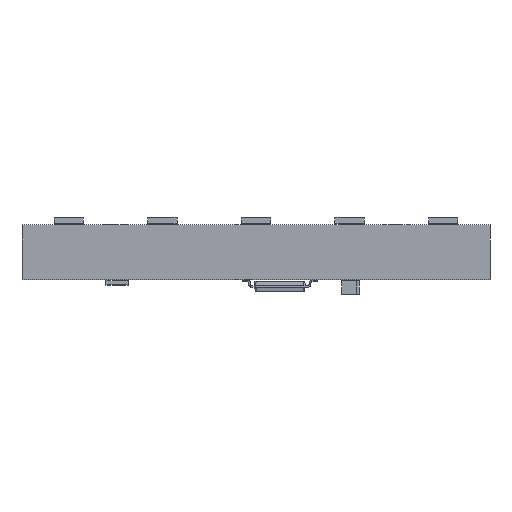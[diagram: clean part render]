
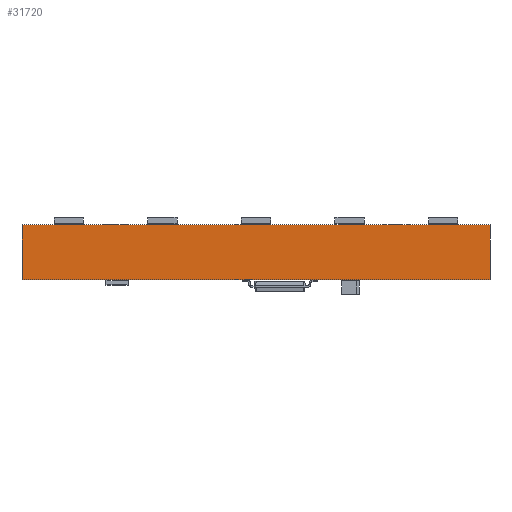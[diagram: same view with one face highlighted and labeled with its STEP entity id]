
A CAD part, front view. The second image highlights one B-rep face of the part: STEP entity #31720.
In plain terms, the highlighted planar face has unit normal (0, -1, 0).
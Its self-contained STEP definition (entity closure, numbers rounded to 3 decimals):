
#31539 = PLANE('',#31540);
#31540 = AXIS2_PLACEMENT_3D('',#31541,#31542,#31543);
#31541 = CARTESIAN_POINT('',(40.,-0.,0.));
#31542 = DIRECTION('',(1.,0.,-0.));
#31543 = DIRECTION('',(0.,-1.,0.));
#31564 = VERTEX_POINT('',#31565);
#31565 = CARTESIAN_POINT('',(40.,-40.,4.69));
#31579 = PLANE('',#31580);
#31580 = AXIS2_PLACEMENT_3D('',#31581,#31582,#31583);
#31581 = CARTESIAN_POINT('',(20.,-20.,4.69));
#31582 = DIRECTION('',(-0.,-0.,-1.));
#31583 = DIRECTION('',(-1.,0.,0.));
#31591 = EDGE_CURVE('',#31592,#31564,#31594,.T.);
#31592 = VERTEX_POINT('',#31593);
#31593 = CARTESIAN_POINT('',(40.,-40.,0.));
#31594 = SURFACE_CURVE('',#31595,(#31599,#31606),.PCURVE_S1.);
#31595 = LINE('',#31596,#31597);
#31596 = CARTESIAN_POINT('',(40.,-40.,0.));
#31597 = VECTOR('',#31598,1.);
#31598 = DIRECTION('',(0.,0.,1.));
#31599 = PCURVE('',#31539,#31600);
#31600 = DEFINITIONAL_REPRESENTATION('',(#31601),#31605);
#31601 = LINE('',#31602,#31603);
#31602 = CARTESIAN_POINT('',(40.,0.));
#31603 = VECTOR('',#31604,1.);
#31604 = DIRECTION('',(0.,-1.));
#31605 = ( GEOMETRIC_REPRESENTATION_CONTEXT(2) 
PARAMETRIC_REPRESENTATION_CONTEXT() REPRESENTATION_CONTEXT('2D SPACE',''
  ) );
#31606 = PCURVE('',#31607,#31612);
#31607 = PLANE('',#31608);
#31608 = AXIS2_PLACEMENT_3D('',#31609,#31610,#31611);
#31609 = CARTESIAN_POINT('',(40.,-40.,0.));
#31610 = DIRECTION('',(0.,-1.,0.));
#31611 = DIRECTION('',(-1.,0.,0.));
#31612 = DEFINITIONAL_REPRESENTATION('',(#31613),#31617);
#31613 = LINE('',#31614,#31615);
#31614 = CARTESIAN_POINT('',(0.,-0.));
#31615 = VECTOR('',#31616,1.);
#31616 = DIRECTION('',(0.,-1.));
#31617 = ( GEOMETRIC_REPRESENTATION_CONTEXT(2) 
PARAMETRIC_REPRESENTATION_CONTEXT() REPRESENTATION_CONTEXT('2D SPACE',''
  ) );
#31633 = PLANE('',#31634);
#31634 = AXIS2_PLACEMENT_3D('',#31635,#31636,#31637);
#31635 = CARTESIAN_POINT('',(20.,-20.,0.));
#31636 = DIRECTION('',(-0.,-0.,-1.));
#31637 = DIRECTION('',(-1.,0.,0.));
#31666 = PLANE('',#31667);
#31667 = AXIS2_PLACEMENT_3D('',#31668,#31669,#31670);
#31668 = CARTESIAN_POINT('',(0.,-40.,0.));
#31669 = DIRECTION('',(-1.,0.,0.));
#31670 = DIRECTION('',(0.,1.,0.));
#31720 = ADVANCED_FACE('',(#31721),#31607,.T.);
#31721 = FACE_BOUND('',#31722,.T.);
#31722 = EDGE_LOOP('',(#31723,#31724,#31747,#31770));
#31723 = ORIENTED_EDGE('',*,*,#31591,.T.);
#31724 = ORIENTED_EDGE('',*,*,#31725,.T.);
#31725 = EDGE_CURVE('',#31564,#31726,#31728,.T.);
#31726 = VERTEX_POINT('',#31727);
#31727 = CARTESIAN_POINT('',(0.,-40.,4.69));
#31728 = SURFACE_CURVE('',#31729,(#31733,#31740),.PCURVE_S1.);
#31729 = LINE('',#31730,#31731);
#31730 = CARTESIAN_POINT('',(40.,-40.,4.69));
#31731 = VECTOR('',#31732,1.);
#31732 = DIRECTION('',(-1.,0.,0.));
#31733 = PCURVE('',#31607,#31734);
#31734 = DEFINITIONAL_REPRESENTATION('',(#31735),#31739);
#31735 = LINE('',#31736,#31737);
#31736 = CARTESIAN_POINT('',(0.,-4.69));
#31737 = VECTOR('',#31738,1.);
#31738 = DIRECTION('',(1.,0.));
#31739 = ( GEOMETRIC_REPRESENTATION_CONTEXT(2) 
PARAMETRIC_REPRESENTATION_CONTEXT() REPRESENTATION_CONTEXT('2D SPACE',''
  ) );
#31740 = PCURVE('',#31579,#31741);
#31741 = DEFINITIONAL_REPRESENTATION('',(#31742),#31746);
#31742 = LINE('',#31743,#31744);
#31743 = CARTESIAN_POINT('',(-20.,-20.));
#31744 = VECTOR('',#31745,1.);
#31745 = DIRECTION('',(1.,0.));
#31746 = ( GEOMETRIC_REPRESENTATION_CONTEXT(2) 
PARAMETRIC_REPRESENTATION_CONTEXT() REPRESENTATION_CONTEXT('2D SPACE',''
  ) );
#31747 = ORIENTED_EDGE('',*,*,#31748,.F.);
#31748 = EDGE_CURVE('',#31749,#31726,#31751,.T.);
#31749 = VERTEX_POINT('',#31750);
#31750 = CARTESIAN_POINT('',(0.,-40.,0.));
#31751 = SURFACE_CURVE('',#31752,(#31756,#31763),.PCURVE_S1.);
#31752 = LINE('',#31753,#31754);
#31753 = CARTESIAN_POINT('',(0.,-40.,0.));
#31754 = VECTOR('',#31755,1.);
#31755 = DIRECTION('',(0.,0.,1.));
#31756 = PCURVE('',#31607,#31757);
#31757 = DEFINITIONAL_REPRESENTATION('',(#31758),#31762);
#31758 = LINE('',#31759,#31760);
#31759 = CARTESIAN_POINT('',(40.,0.));
#31760 = VECTOR('',#31761,1.);
#31761 = DIRECTION('',(0.,-1.));
#31762 = ( GEOMETRIC_REPRESENTATION_CONTEXT(2) 
PARAMETRIC_REPRESENTATION_CONTEXT() REPRESENTATION_CONTEXT('2D SPACE',''
  ) );
#31763 = PCURVE('',#31666,#31764);
#31764 = DEFINITIONAL_REPRESENTATION('',(#31765),#31769);
#31765 = LINE('',#31766,#31767);
#31766 = CARTESIAN_POINT('',(0.,0.));
#31767 = VECTOR('',#31768,1.);
#31768 = DIRECTION('',(0.,-1.));
#31769 = ( GEOMETRIC_REPRESENTATION_CONTEXT(2) 
PARAMETRIC_REPRESENTATION_CONTEXT() REPRESENTATION_CONTEXT('2D SPACE',''
  ) );
#31770 = ORIENTED_EDGE('',*,*,#31771,.F.);
#31771 = EDGE_CURVE('',#31592,#31749,#31772,.T.);
#31772 = SURFACE_CURVE('',#31773,(#31777,#31784),.PCURVE_S1.);
#31773 = LINE('',#31774,#31775);
#31774 = CARTESIAN_POINT('',(40.,-40.,0.));
#31775 = VECTOR('',#31776,1.);
#31776 = DIRECTION('',(-1.,0.,0.));
#31777 = PCURVE('',#31607,#31778);
#31778 = DEFINITIONAL_REPRESENTATION('',(#31779),#31783);
#31779 = LINE('',#31780,#31781);
#31780 = CARTESIAN_POINT('',(0.,-0.));
#31781 = VECTOR('',#31782,1.);
#31782 = DIRECTION('',(1.,0.));
#31783 = ( GEOMETRIC_REPRESENTATION_CONTEXT(2) 
PARAMETRIC_REPRESENTATION_CONTEXT() REPRESENTATION_CONTEXT('2D SPACE',''
  ) );
#31784 = PCURVE('',#31633,#31785);
#31785 = DEFINITIONAL_REPRESENTATION('',(#31786),#31790);
#31786 = LINE('',#31787,#31788);
#31787 = CARTESIAN_POINT('',(-20.,-20.));
#31788 = VECTOR('',#31789,1.);
#31789 = DIRECTION('',(1.,0.));
#31790 = ( GEOMETRIC_REPRESENTATION_CONTEXT(2) 
PARAMETRIC_REPRESENTATION_CONTEXT() REPRESENTATION_CONTEXT('2D SPACE',''
  ) );
